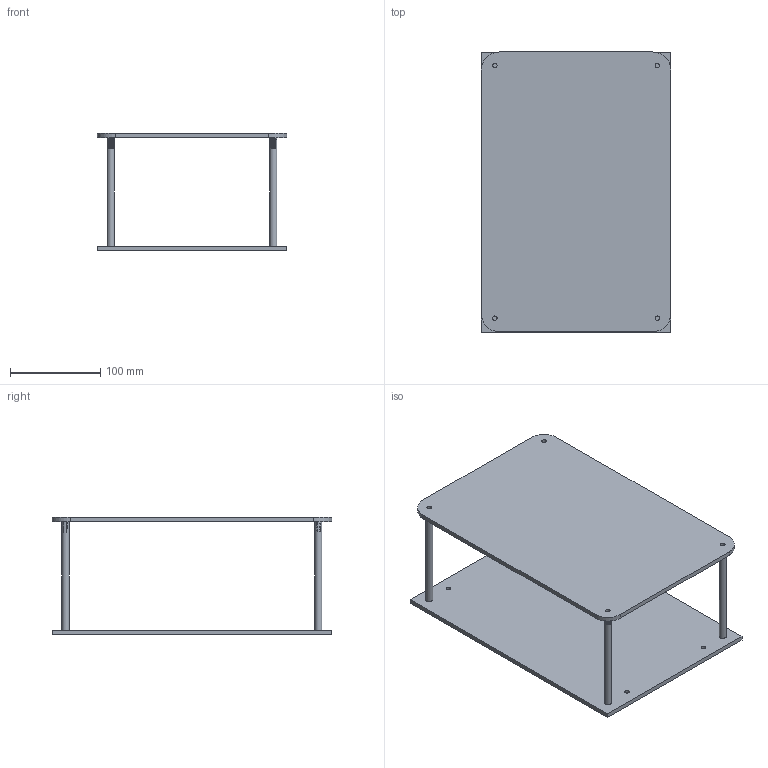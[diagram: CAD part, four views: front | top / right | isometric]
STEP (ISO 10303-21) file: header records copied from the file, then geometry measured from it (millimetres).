
FILE_DESCRIPTION(/* description */ (''),/* implementation_level */ '2;1');
FILE_NAME(/* name */ '写字工作台.step',/* time_stamp */ '2021-05-29T11:31:43+08:00',/* author */ (''),/* organization */ (''),/* preprocessor_version */ 'ST-DEVELOPER v18.1',/* originating_system */ 'Autodesk Translation Framework v10.9.0.1377',/* authorisation */ '');
FILE_SCHEMA (('AUTOMOTIVE_DESIGN { 1 0 10303 214 3 1 1 }'));
Length unit declared in the file: millimetre
Products named in the file (7): 写字工作台; 底座; 支撑柱; 支撑柱_1; 支撑柱_2; 支撑柱_3; 零部件2
Assembly tree (9 placements, depth 4):
  写字工作台
    底座
      支撑柱
        零部件2
      支撑柱_1
        零部件2
      支撑柱_2
        零部件2
      支撑柱_3
        零部件2
Bounding box: 210.07 x 310.07 x 130 mm (x, y, z)
Volume: 671753.9 mm3; surface area: 284862.8 mm2
Topology: 6 solids, 6 shells, 216 faces, 588 edges, 392 vertices
Faces by surface type: cylinder 172, plane 28, bspline 16
Full cylindrical faces by diameter (mm): 5 x12, 5.035 x28, 6 x8, 6.147 x12, 8 x4
Entity records: 5239 total; most frequent: CARTESIAN_POINT 3274, ORIENTED_EDGE 402, DIRECTION 333, EDGE_CURVE 201, VERTEX_POINT 134, AXIS2_PLACEMENT_3D 129, EDGE_LOOP 101, B_SPLINE_CURVE_WITH_KNOTS 84
